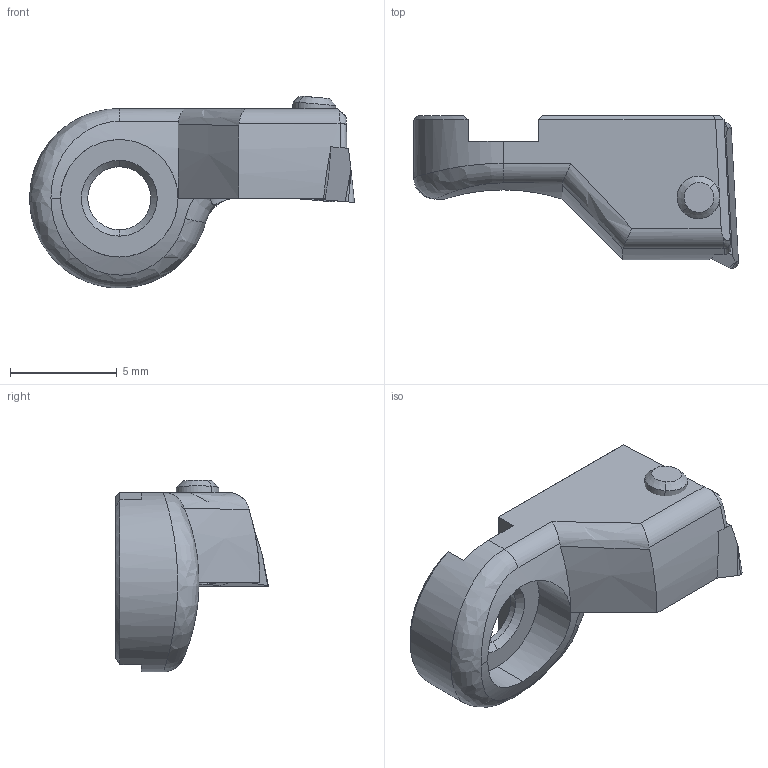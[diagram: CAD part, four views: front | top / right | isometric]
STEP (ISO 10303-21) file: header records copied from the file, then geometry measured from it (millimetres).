
FILE_DESCRIPTION(('no description'),'unknown implementation level');
FILE_NAME('A235F94E-6513-4DF8-86E5-1CAE0D0D34A8_export.stp',' ',('CIMSOURCE GmbH'),('CADClick - KiM GmbH - www.kimweb.de'),'unknown preprocess','ACIS','unknown authorization');
FILE_SCHEMA(('automotive_design'));
Length unit declared in the file: millimetre
Products named in the file (3): 626.112 Kaiser ENH 12 TP07 25-31|694.103 Kaiser ETL M2x4.8 T6 IP 10S;Kreismuster1; 626.112 Kaiser ENH 12 TP07 25-31|651.735 Kaiser TPGT 070203 K10C;Kombinieren1; 626.112 Kaiser ENH 12 TP07 25-31|626.112 Kaiser ENH 12 TP07 25-31;Fase2
Bounding box: 15.21 x 7.15 x 8.99 mm (x, y, z)
Volume: 288.4 mm3; surface area: 543 mm2
Topology: 3 solids, 3 shells, 106 faces, 267 edges, 163 vertices
Faces by surface type: cylinder 39, plane 33, cone 23, torus 6, bspline 5
Entity records: 10448 total; most frequent: CARTESIAN_POINT 4864, DIRECTION 549, STYLED_ITEM 534, PRESENTATION_STYLE_ASSIGNMENT 534, COLOUR_RGB 534, ORIENTED_EDGE 524, EDGE_CURVE 262, CURVE_STYLE 262
